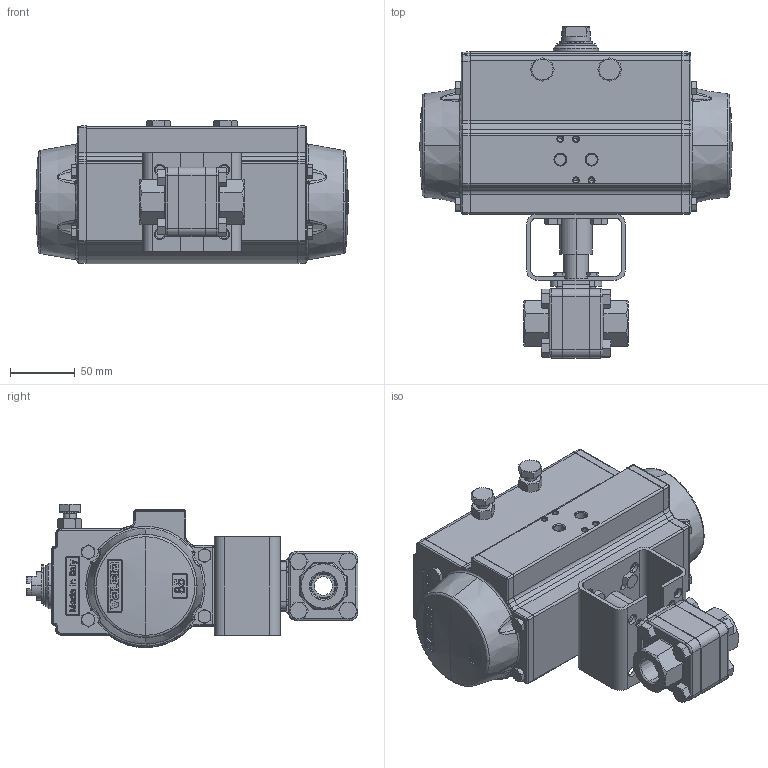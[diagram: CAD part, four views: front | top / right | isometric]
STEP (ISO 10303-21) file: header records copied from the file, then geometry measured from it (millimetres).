
FILE_DESCRIPTION (( 'STEP AP203' ), '1' );
FILE_NAME ('3000F-050-PT_UT-2.5.STEP', '2017-10-24T17:33:47', ( '' ), ( '' ), 'SwSTEP 2.0', 'SolidWorks 2014', '' );
FILE_SCHEMA (( 'CONFIG_CONTROL_DESIGN' ));
Products named in the file (1): 3000F-050-PT_UT-2.5
Bounding box: 240.69 x 255.74 x 110.39 mm (x, y, z)
Volume: 2464185.5 mm3; surface area: 213941.7 mm2
Topology: 25 solids, 25 shells, 2170 faces, 5363 edges, 3361 vertices
Faces by surface type: plane 837, bspline 470, cylinder 444, cone 369, sphere 30, torus 20
Entity records: 90120 total; most frequent: CARTESIAN_POINT 41655, ORIENTED_EDGE 10666, DIRECTION 9142, EDGE_CURVE 5333, AXIS2_PLACEMENT_3D 3450, VERTEX_POINT 3357, EDGE_LOOP 2416, LINE 2242
